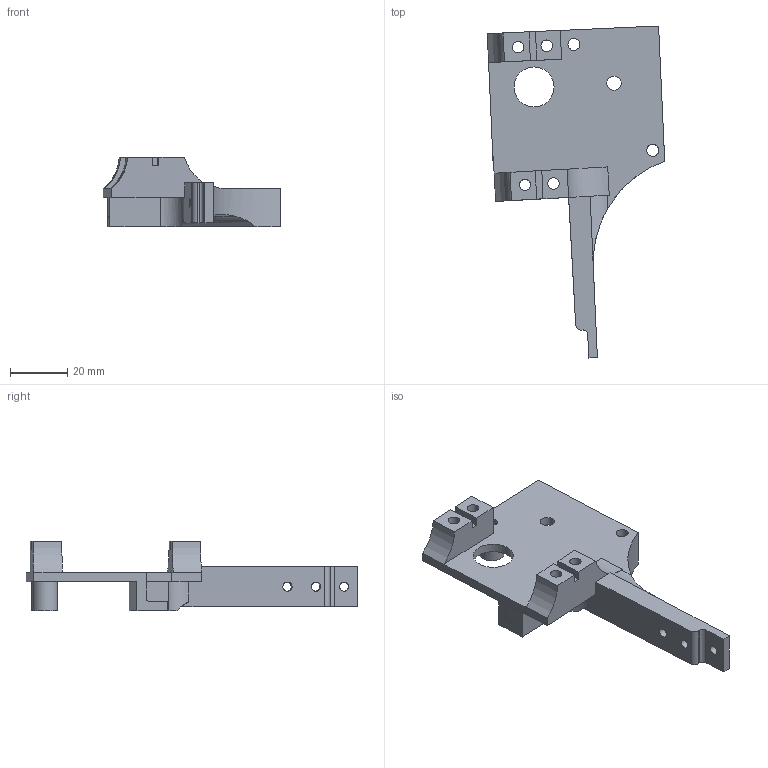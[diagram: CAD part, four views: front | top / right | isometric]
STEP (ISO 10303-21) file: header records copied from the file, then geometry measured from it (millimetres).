
FILE_DESCRIPTION(/* description */ (''),/* implementation_level */ '2;1');
FILE_NAME(/* name */ '',/* time_stamp */ '2025-01-27T19:52:28+03:00',/* author */ ('Phantom'),/* organization */ (''),/* preprocessor_version */ 'ST-DEVELOPER v20',/* originating_system */ 'Autodesk Inventor 2025',/* authorisation */ '');
FILE_SCHEMA (('AUTOMOTIVE_DESIGN { 1 0 10303 214 3 1 1 }'));
Length unit declared in the file: millimetre
Products named in the file (1): держать писюны_
MIR2_MIR
Bounding box: 62.07 x 116.11 x 24.4 mm (x, y, z)
Volume: 30117.1 mm3; surface area: 13959.2 mm2
Topology: 1 solids, 1 shells, 66 faces, 182 edges, 119 vertices
Faces by surface type: plane 40, cylinder 23, bspline 3
Full cylindrical faces by diameter (mm): 3.2 x3, 4 x4, 4.2 x2, 5 x1, 9 x1, 14 x1
Entity records: 2282 total; most frequent: CARTESIAN_POINT 487, ORIENTED_EDGE 362, DIRECTION 350, EDGE_CURVE 181, LINE 124, VECTOR 124, VERTEX_POINT 118, AXIS2_PLACEMENT_3D 113
